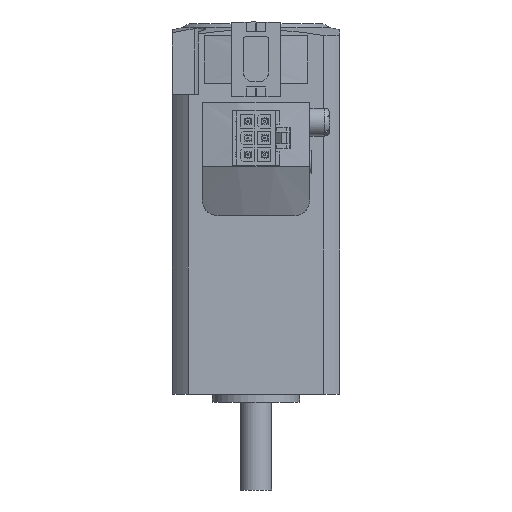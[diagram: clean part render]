
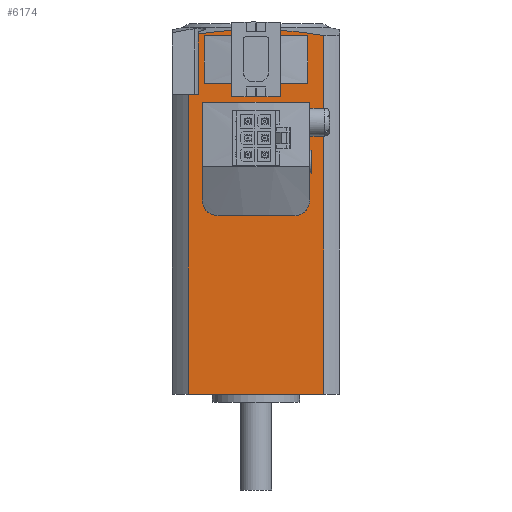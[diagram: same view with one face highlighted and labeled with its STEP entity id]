
A CAD part, front view. The second image highlights one B-rep face of the part: STEP entity #6174.
In plain terms, the highlighted planar face has unit normal (0, -1, 0).
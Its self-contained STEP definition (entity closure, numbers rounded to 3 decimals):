
#130 = VECTOR ( 'NONE', #13221, 1000. ) ;
#196 = DIRECTION ( 'NONE',  ( 0., 0., 1. ) ) ;
#258 = ORIENTED_EDGE ( 'NONE', *, *, #16034, .F. ) ;
#268 = VERTEX_POINT ( 'NONE', #7237 ) ;
#415 = LINE ( 'NONE', #13964, #14911 ) ;
#556 = ORIENTED_EDGE ( 'NONE', *, *, #15218, .T. ) ;
#575 = CARTESIAN_POINT ( 'NONE',  ( -14.5, -21., 75.2 ) ) ;
#582 = VERTEX_POINT ( 'NONE', #2007 ) ;
#767 = CARTESIAN_POINT ( 'NONE',  ( -13.5, -21., 48.8 ) ) ;
#790 = DIRECTION ( 'NONE',  ( 0., 0., -1. ) ) ;
#897 = CARTESIAN_POINT ( 'NONE',  ( -16.971, -21., 75.2 ) ) ;
#1086 = CARTESIAN_POINT ( 'NONE',  ( 9.5, -21., 44.8 ) ) ;
#1324 = CIRCLE ( 'NONE', #12217, 4. ) ;
#1377 = DIRECTION ( 'NONE',  ( -1., 0., 0. ) ) ;
#1538 = VERTEX_POINT ( 'NONE', #14712 ) ;
#1895 = CARTESIAN_POINT ( 'NONE',  ( 21., -21., 75.2 ) ) ;
#2007 = CARTESIAN_POINT ( 'NONE',  ( 13.5, -21., 48.8 ) ) ;
#2014 = EDGE_CURVE ( 'NONE', #14612, #11012, #5320, .T. ) ;
#2166 = CARTESIAN_POINT ( 'NONE',  ( 0., -21., -6.277 ) ) ;
#2314 = DIRECTION ( 'NONE',  ( 0., 0., -1. ) ) ;
#2353 = DIRECTION ( 'NONE',  ( 0., 0., 1. ) ) ;
#2644 = DIRECTION ( 'NONE',  ( 0., 0., 1. ) ) ;
#2767 = DIRECTION ( 'NONE',  ( 0., 1., 0. ) ) ;
#3095 = AXIS2_PLACEMENT_3D ( 'NONE', #9361, #10764, #2353 ) ;
#3190 = VECTOR ( 'NONE', #13139, 1000. ) ;
#3397 = VERTEX_POINT ( 'NONE', #767 ) ;
#3594 = DIRECTION ( 'NONE',  ( 0., 0., 1. ) ) ;
#3705 = EDGE_CURVE ( 'NONE', #12863, #13187, #8516, .T. ) ;
#4120 = CIRCLE ( 'NONE', #8719, 97.77 ) ;
#4171 = EDGE_CURVE ( 'NONE', #3397, #12863, #15526, .T. ) ;
#4407 = ORIENTED_EDGE ( 'NONE', *, *, #14171, .T. ) ;
#4655 = VECTOR ( 'NONE', #790, 1000. ) ;
#4799 = VERTEX_POINT ( 'NONE', #18035 ) ;
#5092 = LINE ( 'NONE', #10530, #4655 ) ;
#5300 = EDGE_CURVE ( 'NONE', #14612, #10173, #10895, .T. ) ;
#5303 = DIRECTION ( 'NONE',  ( 0., 1., 0. ) ) ;
#5320 = LINE ( 'NONE', #12499, #16544 ) ;
#5342 = EDGE_CURVE ( 'NONE', #5549, #11012, #6257, .T. ) ;
#5439 = DIRECTION ( 'NONE',  ( 1., 0., 0. ) ) ;
#5549 = VERTEX_POINT ( 'NONE', #6725 ) ;
#5820 = ORIENTED_EDGE ( 'NONE', *, *, #6968, .T. ) ;
#5837 = CARTESIAN_POINT ( 'NONE',  ( 13., -21., 90. ) ) ;
#5918 = EDGE_CURVE ( 'NONE', #10157, #268, #7345, .T. ) ;
#6174 = ADVANCED_FACE ( 'NONE', ( #17416, #7111, #14144 ), #7940, .F. ) ;
#6234 = CARTESIAN_POINT ( 'NONE',  ( -14.5, -21., 75.2 ) ) ;
#6257 = CIRCLE ( 'NONE', #12024, 97.77 ) ;
#6351 = CARTESIAN_POINT ( 'NONE',  ( 0., -21., -6.277 ) ) ;
#6353 = CARTESIAN_POINT ( 'NONE',  ( 16.971, -21., 90.009 ) ) ;
#6725 = CARTESIAN_POINT ( 'NONE',  ( 0., -21., 91.493 ) ) ;
#6893 = VECTOR ( 'NONE', #5439, 1000. ) ;
#6964 = CARTESIAN_POINT ( 'NONE',  ( -13.5, -21., 73.3 ) ) ;
#6968 = EDGE_CURVE ( 'NONE', #4799, #3397, #9727, .T. ) ;
#7111 = FACE_OUTER_BOUND ( 'NONE', #15050, .T. ) ;
#7237 = CARTESIAN_POINT ( 'NONE',  ( 13., -21., 78. ) ) ;
#7327 = LINE ( 'NONE', #15273, #6893 ) ;
#7345 = LINE ( 'NONE', #9021, #14366 ) ;
#7392 = EDGE_CURVE ( 'NONE', #13187, #582, #17610, .T. ) ;
#7405 = ORIENTED_EDGE ( 'NONE', *, *, #4171, .T. ) ;
#7593 = ORIENTED_EDGE ( 'NONE', *, *, #7392, .T. ) ;
#7641 = CARTESIAN_POINT ( 'NONE',  ( 21., -21., 0. ) ) ;
#7775 = DIRECTION ( 'NONE',  ( 0., 0., 1. ) ) ;
#7940 = PLANE ( 'NONE',  #3095 ) ;
#8058 = VECTOR ( 'NONE', #13632, 1000. ) ;
#8063 = AXIS2_PLACEMENT_3D ( 'NONE', #11172, #2767, #12600 ) ;
#8167 = CARTESIAN_POINT ( 'NONE',  ( -13., -21., 90. ) ) ;
#8450 = VECTOR ( 'NONE', #15817, 1000. ) ;
#8516 = LINE ( 'NONE', #6964, #15542 ) ;
#8611 = ORIENTED_EDGE ( 'NONE', *, *, #14274, .T. ) ;
#8663 = ORIENTED_EDGE ( 'NONE', *, *, #2014, .T. ) ;
#8719 = AXIS2_PLACEMENT_3D ( 'NONE', #6351, #16193, #7775 ) ;
#8733 = CARTESIAN_POINT ( 'NONE',  ( -16.971, -21., 0. ) ) ;
#8801 = VERTEX_POINT ( 'NONE', #1086 ) ;
#8807 = EDGE_CURVE ( 'NONE', #582, #8801, #1324, .T. ) ;
#8877 = LINE ( 'NONE', #11636, #8450 ) ;
#8979 = ORIENTED_EDGE ( 'NONE', *, *, #10993, .T. ) ;
#9021 = CARTESIAN_POINT ( 'NONE',  ( 13., -21., 78. ) ) ;
#9123 = LINE ( 'NONE', #12855, #9565 ) ;
#9286 = EDGE_CURVE ( 'NONE', #8801, #4799, #415, .T. ) ;
#9361 = CARTESIAN_POINT ( 'NONE',  ( 21., -21., 75.2 ) ) ;
#9565 = VECTOR ( 'NONE', #196, 1000. ) ;
#9727 = CIRCLE ( 'NONE', #8063, 4. ) ;
#9792 = VECTOR ( 'NONE', #11817, 1000. ) ;
#10157 = VERTEX_POINT ( 'NONE', #5837 ) ;
#10173 = VERTEX_POINT ( 'NONE', #8733 ) ;
#10216 = LINE ( 'NONE', #575, #9792 ) ;
#10449 = DIRECTION ( 'NONE',  ( 0., 0., -1. ) ) ;
#10530 = CARTESIAN_POINT ( 'NONE',  ( -16.971, -21., 93. ) ) ;
#10532 = VERTEX_POINT ( 'NONE', #8167 ) ;
#10764 = DIRECTION ( 'NONE',  ( 0., 1., 0. ) ) ;
#10895 = LINE ( 'NONE', #7641, #130 ) ;
#10993 = EDGE_CURVE ( 'NONE', #11059, #10173, #5092, .T. ) ;
#11012 = VERTEX_POINT ( 'NONE', #6353 ) ;
#11059 = VERTEX_POINT ( 'NONE', #897 ) ;
#11172 = CARTESIAN_POINT ( 'NONE',  ( -9.5, -21., 48.8 ) ) ;
#11636 = CARTESIAN_POINT ( 'NONE',  ( -13., -21., 78. ) ) ;
#11668 = ORIENTED_EDGE ( 'NONE', *, *, #8807, .T. ) ;
#11817 = DIRECTION ( 'NONE',  ( 0., 0., 1. ) ) ;
#12000 = DIRECTION ( 'NONE',  ( 0., 1., 0. ) ) ;
#12024 = AXIS2_PLACEMENT_3D ( 'NONE', #2166, #12000, #3594 ) ;
#12135 = CARTESIAN_POINT ( 'NONE',  ( 13.5, -21., 73.3 ) ) ;
#12217 = AXIS2_PLACEMENT_3D ( 'NONE', #13733, #5303, #15155 ) ;
#12259 = ORIENTED_EDGE ( 'NONE', *, *, #14847, .T. ) ;
#12499 = CARTESIAN_POINT ( 'NONE',  ( 16.971, -21., 93. ) ) ;
#12591 = CARTESIAN_POINT ( 'NONE',  ( 16.971, -21., 0. ) ) ;
#12600 = DIRECTION ( 'NONE',  ( 0., 0., -1. ) ) ;
#12855 = CARTESIAN_POINT ( 'NONE',  ( -13., -21., 78. ) ) ;
#12863 = VERTEX_POINT ( 'NONE', #17029 ) ;
#13139 = DIRECTION ( 'NONE',  ( -1., 0., 0. ) ) ;
#13187 = VERTEX_POINT ( 'NONE', #14070 ) ;
#13221 = DIRECTION ( 'NONE',  ( -1., 0., 0. ) ) ;
#13400 = ORIENTED_EDGE ( 'NONE', *, *, #9286, .T. ) ;
#13493 = EDGE_LOOP ( 'NONE', ( #4407, #556, #16645, #12259 ) ) ;
#13632 = DIRECTION ( 'NONE',  ( 0., 0., 1. ) ) ;
#13733 = CARTESIAN_POINT ( 'NONE',  ( 9.5, -21., 48.8 ) ) ;
#13784 = ORIENTED_EDGE ( 'NONE', *, *, #3705, .T. ) ;
#13814 = CARTESIAN_POINT ( 'NONE',  ( -13., -21., 78. ) ) ;
#13964 = CARTESIAN_POINT ( 'NONE',  ( -13.5, -21., 44.8 ) ) ;
#14070 = CARTESIAN_POINT ( 'NONE',  ( 13.5, -21., 73.3 ) ) ;
#14144 = FACE_BOUND ( 'NONE', #14161, .T. ) ;
#14161 = EDGE_LOOP ( 'NONE', ( #7593, #11668, #13400, #5820, #7405, #13784 ) ) ;
#14171 = EDGE_CURVE ( 'NONE', #15665, #10532, #9123, .T. ) ;
#14274 = EDGE_CURVE ( 'NONE', #15990, #11059, #18122, .T. ) ;
#14366 = VECTOR ( 'NONE', #10449, 1000. ) ;
#14612 = VERTEX_POINT ( 'NONE', #12591 ) ;
#14712 = CARTESIAN_POINT ( 'NONE',  ( -14.5, -21., 90.412 ) ) ;
#14785 = ORIENTED_EDGE ( 'NONE', *, *, #5300, .F. ) ;
#14847 = EDGE_CURVE ( 'NONE', #268, #15665, #8877, .T. ) ;
#14911 = VECTOR ( 'NONE', #1377, 1000. ) ;
#15050 = EDGE_LOOP ( 'NONE', ( #15547, #8611, #8979, #14785, #8663, #17749, #258 ) ) ;
#15155 = DIRECTION ( 'NONE',  ( 0., 0., -1. ) ) ;
#15218 = EDGE_CURVE ( 'NONE', #10532, #10157, #7327, .T. ) ;
#15273 = CARTESIAN_POINT ( 'NONE',  ( -13., -21., 90. ) ) ;
#15371 = DIRECTION ( 'NONE',  ( 1., 0., 0. ) ) ;
#15526 = LINE ( 'NONE', #16466, #8058 ) ;
#15542 = VECTOR ( 'NONE', #15371, 1000. ) ;
#15547 = ORIENTED_EDGE ( 'NONE', *, *, #16634, .F. ) ;
#15665 = VERTEX_POINT ( 'NONE', #13814 ) ;
#15817 = DIRECTION ( 'NONE',  ( -1., 0., 0. ) ) ;
#15990 = VERTEX_POINT ( 'NONE', #6234 ) ;
#16034 = EDGE_CURVE ( 'NONE', #1538, #5549, #4120, .T. ) ;
#16193 = DIRECTION ( 'NONE',  ( 0., 1., 0. ) ) ;
#16466 = CARTESIAN_POINT ( 'NONE',  ( -13.5, -21., 73.3 ) ) ;
#16544 = VECTOR ( 'NONE', #2644, 1000. ) ;
#16634 = EDGE_CURVE ( 'NONE', #15990, #1538, #10216, .T. ) ;
#16645 = ORIENTED_EDGE ( 'NONE', *, *, #5918, .T. ) ;
#16747 = VECTOR ( 'NONE', #2314, 1000. ) ;
#17029 = CARTESIAN_POINT ( 'NONE',  ( -13.5, -21., 73.3 ) ) ;
#17416 = FACE_BOUND ( 'NONE', #13493, .T. ) ;
#17610 = LINE ( 'NONE', #12135, #16747 ) ;
#17749 = ORIENTED_EDGE ( 'NONE', *, *, #5342, .F. ) ;
#18035 = CARTESIAN_POINT ( 'NONE',  ( -9.5, -21., 44.8 ) ) ;
#18122 = LINE ( 'NONE', #1895, #3190 ) ;
